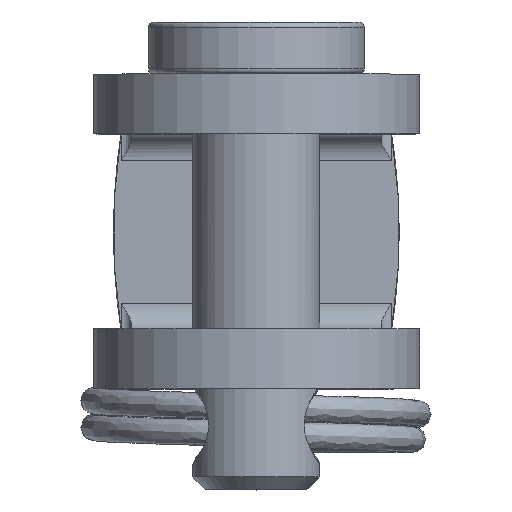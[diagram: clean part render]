
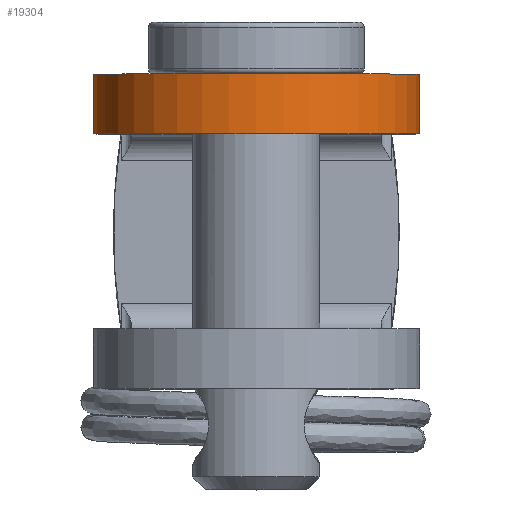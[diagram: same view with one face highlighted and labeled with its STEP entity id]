
A CAD part, top view. The second image highlights one B-rep face of the part: STEP entity #19304.
In plain terms, the highlighted cylindrical face has radius 6.292 mm (diameter 12.583 mm), a partial arc.
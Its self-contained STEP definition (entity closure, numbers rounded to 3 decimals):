
#202 = VERTEX_POINT ( 'NONE', #17606 ) ;
#511 = CARTESIAN_POINT ( 'NONE',  ( 6.25, 6.05, 12.987 ) ) ;
#952 = ORIENTED_EDGE ( 'NONE', *, *, #2842, .T. ) ;
#2548 = ORIENTED_EDGE ( 'NONE', *, *, #17353, .F. ) ;
#2653 = EDGE_CURVE ( 'NONE', #202, #19954, #13257, .T. ) ;
#2842 = EDGE_CURVE ( 'NONE', #13521, #202, #19444, .T. ) ;
#5158 = VERTEX_POINT ( 'NONE', #5797 ) ;
#5294 = DIRECTION ( 'NONE',  ( 0., 0., -1. ) ) ;
#5426 = DIRECTION ( 'NONE',  ( 0., -1., 0. ) ) ;
#5797 = CARTESIAN_POINT ( 'NONE',  ( 6.25, 6.05, 12.987 ) ) ;
#6337 = CARTESIAN_POINT ( 'NONE',  ( -6.25, 6.05, 12.987 ) ) ;
#6340 = EDGE_LOOP ( 'NONE', ( #9957, #11323, #2548, #952 ) ) ;
#6680 = CARTESIAN_POINT ( 'NONE',  ( -6.25, 6.05, 12.987 ) ) ;
#6902 = CARTESIAN_POINT ( 'NONE',  ( 0., 3.75, 13.708 ) ) ;
#7672 = DIRECTION ( 'NONE',  ( 0., 0., -1. ) ) ;
#7801 = CARTESIAN_POINT ( 'NONE',  ( 0., 6.05, 13.708 ) ) ;
#8415 = CARTESIAN_POINT ( 'NONE',  ( 0., 6.05, 13.708 ) ) ;
#9058 = CIRCLE ( 'NONE', #19411, 6.292 ) ;
#9406 = DIRECTION ( 'NONE',  ( 0., 0., -1. ) ) ;
#9518 = CARTESIAN_POINT ( 'NONE',  ( 6.25, 3.75, 12.987 ) ) ;
#9957 = ORIENTED_EDGE ( 'NONE', *, *, #2653, .T. ) ;
#10048 = FACE_OUTER_BOUND ( 'NONE', #6340, .T. ) ;
#10664 = DIRECTION ( 'NONE',  ( 0., 1., 0. ) ) ;
#11323 = ORIENTED_EDGE ( 'NONE', *, *, #13508, .F. ) ;
#12698 = AXIS2_PLACEMENT_3D ( 'NONE', #7801, #20516, #9406 ) ;
#12894 = DIRECTION ( 'NONE',  ( 0., -1., 0. ) ) ;
#13257 = CIRCLE ( 'NONE', #14717, 6.292 ) ;
#13508 = EDGE_CURVE ( 'NONE', #5158, #19954, #15301, .T. ) ;
#13521 = VERTEX_POINT ( 'NONE', #6680 ) ;
#14717 = AXIS2_PLACEMENT_3D ( 'NONE', #6902, #10664, #7672 ) ;
#15301 = LINE ( 'NONE', #511, #17277 ) ;
#15949 = CYLINDRICAL_SURFACE ( 'NONE', #12698, 6.292 ) ;
#16148 = DIRECTION ( 'NONE',  ( 0., 1., 0. ) ) ;
#17277 = VECTOR ( 'NONE', #12894, 1000. ) ;
#17353 = EDGE_CURVE ( 'NONE', #13521, #5158, #9058, .T. ) ;
#17606 = CARTESIAN_POINT ( 'NONE',  ( -6.25, 3.75, 12.987 ) ) ;
#17929 = VECTOR ( 'NONE', #5426, 1000. ) ;
#19304 = ADVANCED_FACE ( 'NONE', ( #10048 ), #15949, .T. ) ;
#19411 = AXIS2_PLACEMENT_3D ( 'NONE', #8415, #16148, #5294 ) ;
#19444 = LINE ( 'NONE', #6337, #17929 ) ;
#19954 = VERTEX_POINT ( 'NONE', #9518 ) ;
#20516 = DIRECTION ( 'NONE',  ( 0., -1., 0. ) ) ;
